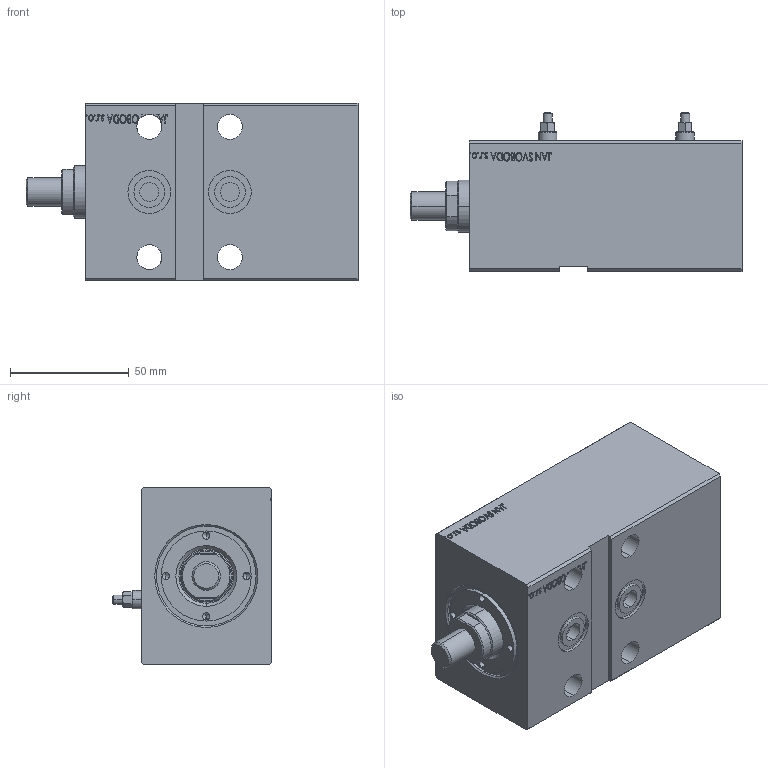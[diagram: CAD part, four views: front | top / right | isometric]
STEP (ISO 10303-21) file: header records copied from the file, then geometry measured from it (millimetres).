
FILE_DESCRIPTION (( 'STEP AP203' ), '1' );
FILE_NAME ('6242.STEP', '2025-12-11T12:44:15', ( '' ), ( '' ), 'SwSTEP 2.0', 'SolidWorks 2019', '' );
FILE_SCHEMA (( 'CONFIG_CONTROL_DESIGN' ));
Length unit declared in the file: millimetre
Products named in the file (6): 6242; V500CZ_VCP_E 7bed899f02b5b16d7b500ea6774e1ea2; V500CZ_SMALL_MALE_METRIC 7bed899f02b5b16d7b500ea6774e1ea2; V500CZ_B_VC 7bed899f02b5b16d7b500ea6774e1ea2; Zatka_Cushioning3 7bed899f02b5b16d7b500ea6774e1ea2; V500CZ_E 7bed899f02b5b16d7b500ea6774e1ea2
Assembly tree (6 placements, depth 2):
  6242
    V500CZ_E 7bed899f02b5b16d7b500ea6774e1ea2
    V500CZ_VCP_E 7bed899f02b5b16d7b500ea6774e1ea2
    V500CZ_SMALL_MALE_METRIC 7bed899f02b5b16d7b500ea6774e1ea2
    V500CZ_B_VC 7bed899f02b5b16d7b500ea6774e1ea2
    Zatka_Cushioning3 7bed899f02b5b16d7b500ea6774e1ea2  x2
Bounding box: 140 x 67 x 75 mm (x, y, z)
Volume: 446361.6 mm3; surface area: 73807.9 mm2
Topology: 6 solids, 6 shells, 862 faces, 2178 edges, 1431 vertices
Faces by surface type: plane 402, bspline 350, cylinder 68, cone 42
Entity records: 41986 total; most frequent: CARTESIAN_POINT 23475, ORIENTED_EDGE 4224, DIRECTION 2544, EDGE_CURVE 2112, VERTEX_POINT 1397, LINE 1236, VECTOR 1236, EDGE_LOOP 955
